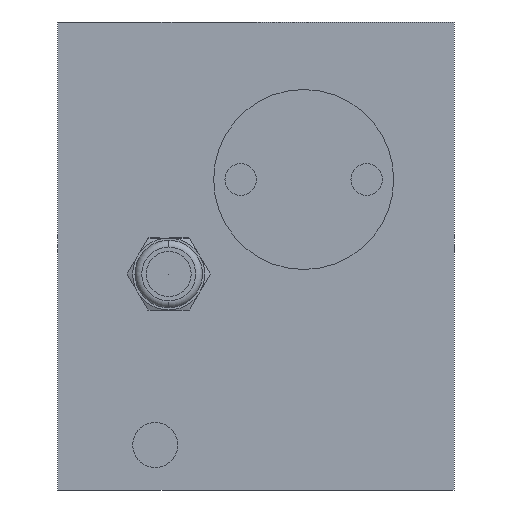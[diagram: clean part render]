
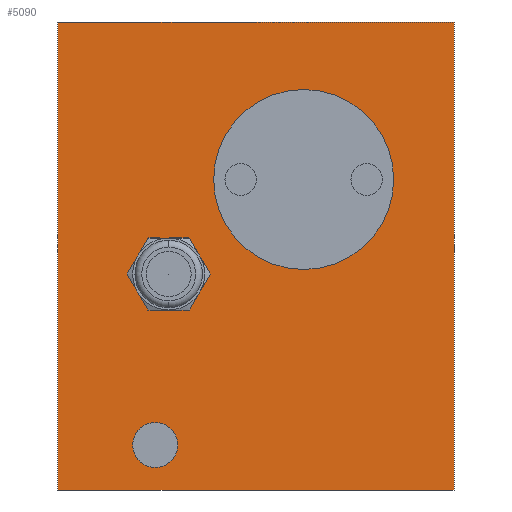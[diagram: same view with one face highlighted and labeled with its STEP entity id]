
A CAD part, left-side view. The second image highlights one B-rep face of the part: STEP entity #5090.
In plain terms, the highlighted planar face has unit normal (-1, 0, 0).
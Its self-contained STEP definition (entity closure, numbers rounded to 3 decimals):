
#17=DIRECTION('',(0.,-1.,0.));
#18=VECTOR('',#17,44.);
#19=CARTESIAN_POINT('',(0.,44.,0.));
#20=LINE('',#19,#18);
#523=DIRECTION('',(0.,0.,1.));
#524=VECTOR('',#523,52.);
#525=CARTESIAN_POINT('',(0.,44.,-52.));
#526=LINE('',#525,#524);
#567=DIRECTION('',(0.,-1.,0.));
#568=VECTOR('',#567,44.);
#569=CARTESIAN_POINT('',(0.,44.,-52.));
#570=LINE('',#569,#568);
#571=DIRECTION('',(0.,0.,1.));
#572=VECTOR('',#571,52.);
#573=CARTESIAN_POINT('',(0.,0.,-52.));
#574=LINE('',#573,#572);
#575=CARTESIAN_POINT('',(0.,16.7,-17.5));
#576=DIRECTION('',(1.,0.,0.));
#577=DIRECTION('',(0.,0.,-1.));
#578=AXIS2_PLACEMENT_3D('',#575,#576,#577);
#580=CARTESIAN_POINT('',(0.,16.7,-17.5));
#581=DIRECTION('',(1.,0.,0.));
#582=DIRECTION('',(0.,0.,1.));
#583=AXIS2_PLACEMENT_3D('',#580,#581,#582);
#585=CARTESIAN_POINT('',(0.,33.2,-47.));
#586=DIRECTION('',(1.,0.,0.));
#587=DIRECTION('',(0.,0.,-1.));
#588=AXIS2_PLACEMENT_3D('',#585,#586,#587);
#590=CARTESIAN_POINT('',(0.,33.2,-47.));
#591=DIRECTION('',(1.,0.,0.));
#592=DIRECTION('',(0.,0.,1.));
#593=AXIS2_PLACEMENT_3D('',#590,#591,#592);
#595=CARTESIAN_POINT('',(0.,31.7,-28.));
#596=DIRECTION('',(-1.,0.,0.));
#597=DIRECTION('',(0.,-0.866,0.5));
#598=AXIS2_PLACEMENT_3D('',#595,#596,#597);
#600=CARTESIAN_POINT('',(0.,31.7,-28.));
#601=DIRECTION('',(-1.,0.,0.));
#602=DIRECTION('',(0.,0.,1.));
#603=AXIS2_PLACEMENT_3D('',#600,#601,#602);
#605=CARTESIAN_POINT('',(0.,31.7,-28.));
#606=DIRECTION('',(-1.,0.,0.));
#607=DIRECTION('',(0.,0.866,0.5));
#608=AXIS2_PLACEMENT_3D('',#605,#606,#607);
#610=CARTESIAN_POINT('',(0.,31.7,-28.));
#611=DIRECTION('',(-1.,0.,0.));
#612=DIRECTION('',(0.,0.866,-0.5));
#613=AXIS2_PLACEMENT_3D('',#610,#611,#612);
#615=CARTESIAN_POINT('',(0.,31.7,-28.));
#616=DIRECTION('',(-1.,0.,0.));
#617=DIRECTION('',(0.,0.,-1.));
#618=AXIS2_PLACEMENT_3D('',#615,#616,#617);
#620=CARTESIAN_POINT('',(0.,31.7,-28.));
#621=DIRECTION('',(-1.,0.,0.));
#622=DIRECTION('',(0.,-0.866,-0.5));
#623=AXIS2_PLACEMENT_3D('',#620,#621,#622);
#3567=CARTESIAN_POINT('',(0.,0.,-52.));
#3568=VERTEX_POINT('',#3567);
#3569=CARTESIAN_POINT('',(0.,44.,-52.));
#3570=VERTEX_POINT('',#3569);
#3591=CARTESIAN_POINT('',(0.,0.,0.));
#3592=VERTEX_POINT('',#3591);
#3597=CARTESIAN_POINT('',(0.,44.,0.));
#3598=VERTEX_POINT('',#3597);
#3599=CARTESIAN_POINT('',(0.,16.7,-27.5));
#3600=CARTESIAN_POINT('',(0.,16.7,-7.5));
#3601=VERTEX_POINT('',#3599);
#3602=VERTEX_POINT('',#3600);
#3603=CARTESIAN_POINT('',(0.,33.2,-49.5));
#3604=CARTESIAN_POINT('',(0.,33.2,-44.5));
#3605=VERTEX_POINT('',#3603);
#3606=VERTEX_POINT('',#3604);
#4497=CARTESIAN_POINT('',(0.,28.236,-26.));
#4498=CARTESIAN_POINT('',(0.,31.7,-24.));
#4499=VERTEX_POINT('',#4497);
#4500=VERTEX_POINT('',#4498);
#4501=CARTESIAN_POINT('',(0.,35.164,-30.));
#4502=CARTESIAN_POINT('',(0.,31.7,-32.));
#4503=VERTEX_POINT('',#4501);
#4504=VERTEX_POINT('',#4502);
#4505=CARTESIAN_POINT('',(0.,28.236,-30.));
#4506=VERTEX_POINT('',#4505);
#4507=CARTESIAN_POINT('',(0.,35.164,-26.));
#4508=VERTEX_POINT('',#4507);
#5052=CARTESIAN_POINT('',(0.,22.,-26.));
#5053=DIRECTION('',(1.,0.,0.));
#5054=DIRECTION('',(0.,-1.,0.));
#5055=AXIS2_PLACEMENT_3D('',#5052,#5053,#5054);
#5056=PLANE('',#5055);
#5057=ORIENTED_EDGE('',*,*,#4937,.F.);
#5058=ORIENTED_EDGE('',*,*,#5023,.T.);
#5059=ORIENTED_EDGE('',*,*,#4536,.T.);
#5061=ORIENTED_EDGE('',*,*,#5060,.F.);
#5062=EDGE_LOOP('',(#5057,#5058,#5059,#5061));
#5063=FACE_OUTER_BOUND('',#5062,.F.);
#5065=ORIENTED_EDGE('',*,*,#5064,.F.);
#5067=ORIENTED_EDGE('',*,*,#5066,.F.);
#5068=EDGE_LOOP('',(#5065,#5067));
#5069=FACE_BOUND('',#5068,.F.);
#5071=ORIENTED_EDGE('',*,*,#5070,.F.);
#5073=ORIENTED_EDGE('',*,*,#5072,.F.);
#5074=EDGE_LOOP('',(#5071,#5073));
#5075=FACE_BOUND('',#5074,.F.);
#5077=ORIENTED_EDGE('',*,*,#5076,.T.);
#5079=ORIENTED_EDGE('',*,*,#5078,.T.);
#5081=ORIENTED_EDGE('',*,*,#5080,.T.);
#5083=ORIENTED_EDGE('',*,*,#5082,.T.);
#5085=ORIENTED_EDGE('',*,*,#5084,.T.);
#5087=ORIENTED_EDGE('',*,*,#5086,.T.);
#5088=EDGE_LOOP('',(#5077,#5079,#5081,#5083,#5085,#5087));
#5089=FACE_BOUND('',#5088,.F.);
#5090=ADVANCED_FACE('',(#5063,#5069,#5075,#5089),#5056,.F.);
#579=CIRCLE('',#578,10.);
#584=CIRCLE('',#583,10.);
#589=CIRCLE('',#588,2.5);
#594=CIRCLE('',#593,2.5);
#599=CIRCLE('',#598,4.);
#604=CIRCLE('',#603,4.);
#609=CIRCLE('',#608,4.);
#614=CIRCLE('',#613,4.);
#619=CIRCLE('',#618,4.);
#624=CIRCLE('',#623,4.);
#4536=EDGE_CURVE('',#3598,#3592,#20,.T.);
#4937=EDGE_CURVE('',#3570,#3568,#570,.T.);
#5023=EDGE_CURVE('',#3570,#3598,#526,.T.);
#5060=EDGE_CURVE('',#3568,#3592,#574,.T.);
#5064=EDGE_CURVE('',#3601,#3602,#579,.T.);
#5066=EDGE_CURVE('',#3602,#3601,#584,.T.);
#5070=EDGE_CURVE('',#3605,#3606,#589,.T.);
#5072=EDGE_CURVE('',#3606,#3605,#594,.T.);
#5076=EDGE_CURVE('',#4499,#4500,#599,.T.);
#5078=EDGE_CURVE('',#4500,#4508,#604,.T.);
#5080=EDGE_CURVE('',#4508,#4503,#609,.T.);
#5082=EDGE_CURVE('',#4503,#4504,#614,.T.);
#5084=EDGE_CURVE('',#4504,#4506,#619,.T.);
#5086=EDGE_CURVE('',#4506,#4499,#624,.T.);
